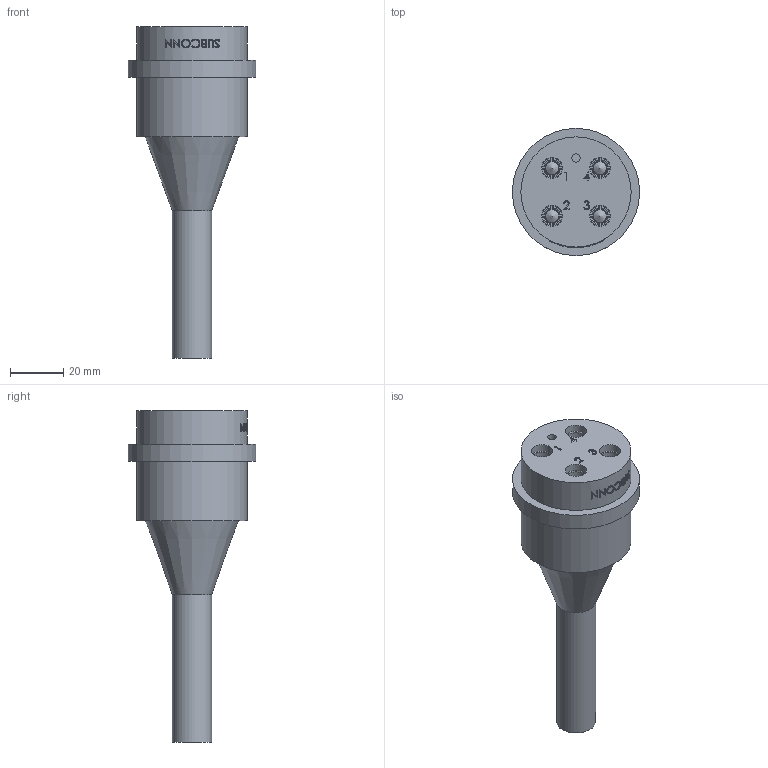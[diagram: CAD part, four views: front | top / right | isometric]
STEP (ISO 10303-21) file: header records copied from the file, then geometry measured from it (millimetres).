
FILE_DESCRIPTION(/* description */ ('STEP AP214'),/* implementation_level */ '2;1');
FILE_NAME(/* name */ 'HPIL4F.stp',/* time_stamp */ '2021-01-13T09:23:35+01:00',/* author */ ('sh'),/* organization */ (''),/* preprocessor_version */ 'ST-DEVELOPER v17.2',/* originating_system */ 'Autodesk Inventor 2019',/* authorisation */ '');
FILE_SCHEMA (('AUTOMOTIVE_DESIGN { 1 0 10303 214 3 1 1 }'));
Length unit declared in the file: inch
Products named in the file (1): HPIL4F
Bounding box: 47.62 x 47.62 x 124.33 mm (x, y, z)
Volume: 75502.5 mm3; surface area: 17125.9 mm2
Topology: 1 solids, 1 shells, 230 faces, 643 edges, 442 vertices
Faces by surface type: plane 78, bspline 76, cylinder 43, torus 24, cone 9
Full cylindrical faces by diameter (mm): 3.175 x1, 4.775 x4, 6.35 x4, 7.925 x20, 14.732 x1, 41.275 x2, 47.625 x1
Entity records: 22434 total; most frequent: CARTESIAN_POINT 16711, ORIENTED_EDGE 1278, DIRECTION 1037, EDGE_CURVE 639, VERTEX_POINT 442, AXIS2_PLACEMENT_3D 387, LINE 263, VECTOR 263
